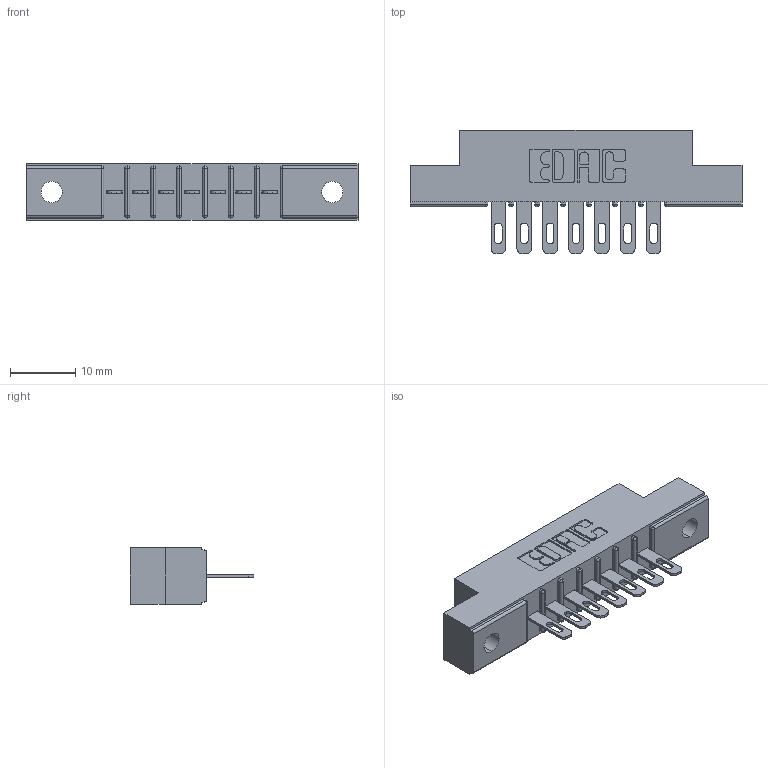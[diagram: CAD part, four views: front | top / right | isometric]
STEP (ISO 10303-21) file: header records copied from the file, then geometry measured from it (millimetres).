
FILE_DESCRIPTION (( 'STEP AP203' ), '1' );
FILE_NAME ('316-007-500-102.STEP', '2018-07-30T23:40:50', ( '' ), ( '' ), 'SwSTEP 2.0', 'SolidWorks 2016', '' );
FILE_SCHEMA (( 'CONFIG_CONTROL_DESIGN' ));
Length unit declared in the file: inch
Products named in the file (3): 306-290-001_100; 316-007-500-102; 306 Part_.128 Dia
Assembly tree (8 placements, depth 2):
  316-007-500-102
    306 Part_.128 Dia
    306-290-001_100  x7
Bounding box: 50.75 x 18.87 x 8.71 mm (x, y, z)
Volume: 3394.5 mm3; surface area: 4386.8 mm2
Topology: 8 solids, 8 shells, 648 faces, 1821 edges, 1174 vertices
Faces by surface type: plane 418, cylinder 202, sphere 28
Entity records: 11228 total; most frequent: CARTESIAN_POINT 1880, DIRECTION 1859, ORIENTED_EDGE 1858, EDGE_CURVE 929, VECTOR 705, LINE 705, VERTEX_POINT 598, AXIS2_PLACEMENT_3D 577
